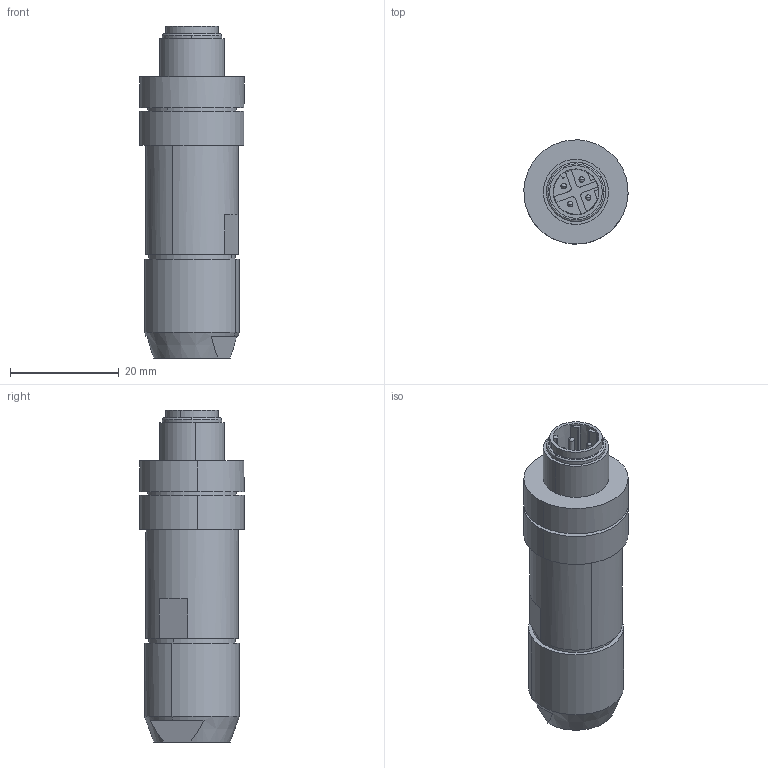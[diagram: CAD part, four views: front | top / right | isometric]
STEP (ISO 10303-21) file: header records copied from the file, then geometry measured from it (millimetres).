
FILE_DESCRIPTION((''),'2;1');
FILE_NAME('CAD-8052','2021-11-16T08:53:29',('creinig-se'),(''),'CREO PARAMETRIC BY PTC INC, 2019292','CREO PARAMETRIC BY PTC INC, 2019292','');
FILE_SCHEMA(('CONFIG_CONTROL_DESIGN','SHAPE_APPEARANCE_LAYERS_GROUPS'));
Length unit declared in the file: millimetre
Products named in the file (1): CAD-8052
Bounding box: 19.18 x 19.16 x 61.12 mm (x, y, z)
Volume: 11181.7 mm3; surface area: 5211.1 mm2
Topology: 1 solids, 1 shells, 307 faces, 866 edges, 583 vertices
Faces by surface type: plane 245, cylinder 44, cone 8, bspline 8, torus 2
Entity records: 13518 total; most frequent: CARTESIAN_POINT 2004, ORIENTED_EDGE 1732, DIRECTION 1633, PRESENTATION_STYLE_ASSIGNMENT 927, STYLED_ITEM 867, CURVE_STYLE 866, EDGE_CURVE 866, VECTOR 681
